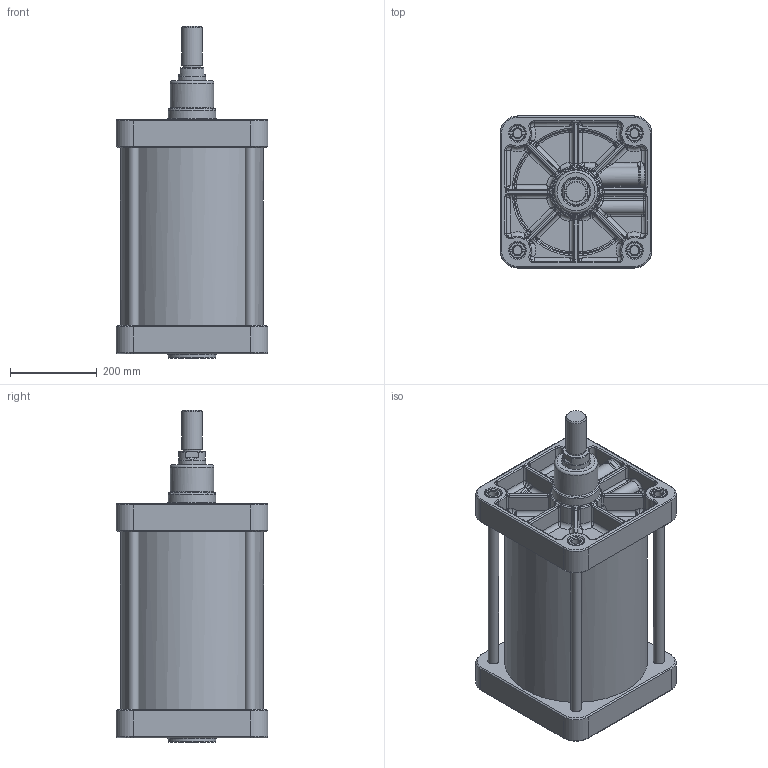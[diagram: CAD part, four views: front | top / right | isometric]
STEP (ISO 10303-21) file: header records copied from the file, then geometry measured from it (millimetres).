
FILE_DESCRIPTION((''),'2;1');
FILE_NAME('UDM320.320.GS.M.stp','2012-10-02T09:47:34',('Administrator'),(''),'Autodesk Inventor 2012','Autodesk Inventor 2012','');
FILE_SCHEMA(('CONFIG_CONTROL_DESIGN'));
Length unit declared in the file: millimetre
Products named in the file (1): UDM320.320.GS.M
Bounding box: 350 x 350 x 766 mm (x, y, z)
Volume: 12397579.1 mm3; surface area: 2076430 mm2
Topology: 1 solids, 4 shells, 1345 faces, 3103 edges, 1723 vertices
Faces by surface type: cylinder 369, bspline 361, plane 257, torus 225, cone 72, sphere 61
Full cylindrical faces by diameter (mm): 11 x2, 11.2 x2, 12 x2, 13.4 x2, 14 x2, 15.8 x4, 16 x4, 20.752 x8, 24 x2, 24.5 x12, 25 x2, 30.291 x2, 36 x8, 37 x8, 40 x2, 43 x1, 48 x1, 62 x1, 63 x1, 64 x1, 100 x1, 110 x2, 320 x1, 330 x1
Entity records: 50558 total; most frequent: CARTESIAN_POINT 21904, ORIENTED_EDGE 5664, DIRECTION 5456, EDGE_CURVE 2832, AXIS2_PLACEMENT_3D 2367, VERTEX_POINT 1670, EDGE_LOOP 1532, STYLED_ITEM 1346
